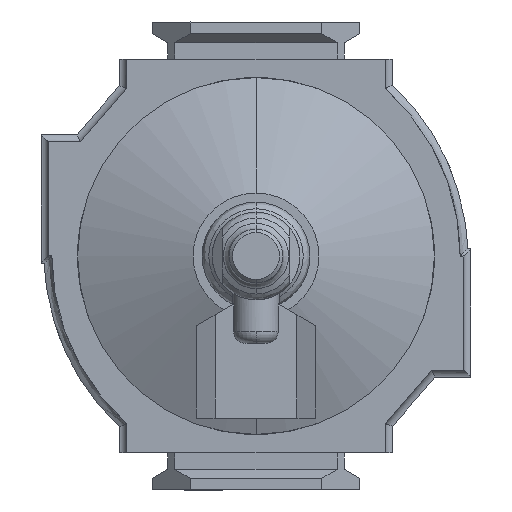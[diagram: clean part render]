
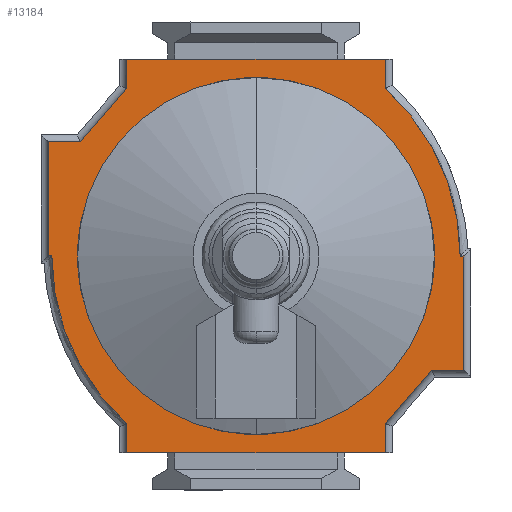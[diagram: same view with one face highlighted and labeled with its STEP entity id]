
A CAD part, front view. The second image highlights one B-rep face of the part: STEP entity #13184.
In plain terms, the highlighted face is planar.
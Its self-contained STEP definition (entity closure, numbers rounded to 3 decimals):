
#199 = CARTESIAN_POINT ( 'NONE',  ( 33.65, 0., -22.1 ) ) ;
#420 = LINE ( 'NONE', #5072, #4214 ) ;
#482 = CARTESIAN_POINT ( 'NONE',  ( 0., 0., -35.5 ) ) ;
#496 = EDGE_CURVE ( 'NONE', #787, #1354, #1919, .T. ) ;
#521 = CARTESIAN_POINT ( 'NONE',  ( 33.65, 0., -22.1 ) ) ;
#612 = LINE ( 'NONE', #9911, #14387 ) ;
#770 = CARTESIAN_POINT ( 'NONE',  ( 0., 0., 35.5 ) ) ;
#787 = VERTEX_POINT ( 'NONE', #7708 ) ;
#960 = ORIENTED_EDGE ( 'NONE', *, *, #8943, .F. ) ;
#985 = CIRCLE ( 'NONE', #9993, 38.4 ) ;
#1002 = EDGE_CURVE ( 'NONE', #15079, #10040, #13232, .T. ) ;
#1071 = VERTEX_POINT ( 'NONE', #12455 ) ;
#1251 = CARTESIAN_POINT ( 'NONE',  ( -19.5, 0., 35.5 ) ) ;
#1313 = CARTESIAN_POINT ( 'NONE',  ( -33.65, 0., -22.1 ) ) ;
#1354 = VERTEX_POINT ( 'NONE', #14006 ) ;
#1608 = DIRECTION ( 'NONE',  ( 1., 0., 0. ) ) ;
#1855 = CARTESIAN_POINT ( 'NONE',  ( 19.5, 0., -30. ) ) ;
#1919 = LINE ( 'NONE', #11240, #10143 ) ;
#2163 = CARTESIAN_POINT ( 'NONE',  ( -34.996, 0., -36.92 ) ) ;
#2183 = ORIENTED_EDGE ( 'NONE', *, *, #3425, .F. ) ;
#2397 = VERTEX_POINT ( 'NONE', #10725 ) ;
#2530 = DIRECTION ( 'NONE',  ( 0., 0., -1. ) ) ;
#2575 = VECTOR ( 'NONE', #8692, 1000. ) ;
#2749 = ORIENTED_EDGE ( 'NONE', *, *, #14359, .F. ) ;
#2774 = DIRECTION ( 'NONE',  ( 0.757, 0., 0.654 ) ) ;
#2849 = ORIENTED_EDGE ( 'NONE', *, *, #12120, .F. ) ;
#3018 = EDGE_CURVE ( 'NONE', #14069, #1071, #3965, .T. ) ;
#3192 = ORIENTED_EDGE ( 'NONE', *, *, #10668, .F. ) ;
#3276 = ORIENTED_EDGE ( 'NONE', *, *, #4575, .F. ) ;
#3289 = VECTOR ( 'NONE', #9617, 1000. ) ;
#3299 = EDGE_CURVE ( 'NONE', #14271, #2397, #985, .T. ) ;
#3425 = EDGE_CURVE ( 'NONE', #5527, #14271, #11942, .T. ) ;
#3693 = CARTESIAN_POINT ( 'NONE',  ( 0., 0., -3.5 ) ) ;
#3789 = CARTESIAN_POINT ( 'NONE',  ( -33.65, 0., -22.1 ) ) ;
#3879 = ORIENTED_EDGE ( 'NONE', *, *, #1002, .F. ) ;
#3965 = LINE ( 'NONE', #521, #5936 ) ;
#4056 = LINE ( 'NONE', #5266, #2575 ) ;
#4121 = ORIENTED_EDGE ( 'NONE', *, *, #11515, .F. ) ;
#4214 = VECTOR ( 'NONE', #10496, 1000. ) ;
#4532 = VERTEX_POINT ( 'NONE', #8914 ) ;
#4575 = EDGE_CURVE ( 'NONE', #4532, #5527, #4056, .T. ) ;
#4622 = DIRECTION ( 'NONE',  ( 0., 1., 0. ) ) ;
#4705 = CARTESIAN_POINT ( 'NONE',  ( 19.5, 0., -30. ) ) ;
#4831 = DIRECTION ( 'NONE',  ( 0., -1., 0. ) ) ;
#4917 = LINE ( 'NONE', #482, #10208 ) ;
#5034 = DIRECTION ( 'NONE',  ( 0., 0., 1. ) ) ;
#5072 = CARTESIAN_POINT ( 'NONE',  ( 28.65, 0., -22.1 ) ) ;
#5107 = CARTESIAN_POINT ( 'NONE',  ( -19.5, 0., 35.5 ) ) ;
#5127 = LINE ( 'NONE', #9922, #11875 ) ;
#5266 = CARTESIAN_POINT ( 'NONE',  ( -33.65, 0., 22.1 ) ) ;
#5467 = VERTEX_POINT ( 'NONE', #10642 ) ;
#5522 = PLANE ( 'NONE',  #5940 ) ;
#5527 = VERTEX_POINT ( 'NONE', #3789 ) ;
#5884 = DIRECTION ( 'NONE',  ( 1., 0., 0. ) ) ;
#5902 = DIRECTION ( 'NONE',  ( 0., 0., -1. ) ) ;
#5936 = VECTOR ( 'NONE', #5034, 1000. ) ;
#5940 = AXIS2_PLACEMENT_3D ( 'NONE', #2163, #4622, #13588 ) ;
#6207 = CARTESIAN_POINT ( 'NONE',  ( 0., 0., 3.5 ) ) ;
#6314 = EDGE_CURVE ( 'NONE', #2397, #8945, #13472, .T. ) ;
#6515 = LINE ( 'NONE', #1855, #11493 ) ;
#6568 = EDGE_CURVE ( 'NONE', #9153, #5467, #6515, .T. ) ;
#6789 = LINE ( 'NONE', #770, #12925 ) ;
#6802 = ORIENTED_EDGE ( 'NONE', *, *, #496, .F. ) ;
#6805 = CARTESIAN_POINT ( 'NONE',  ( -28.622, 0., -22.1 ) ) ;
#7074 = VECTOR ( 'NONE', #5884, 1000. ) ;
#7476 = LINE ( 'NONE', #9766, #3289 ) ;
#7546 = DIRECTION ( 'NONE',  ( 0., 0., 1. ) ) ;
#7708 = CARTESIAN_POINT ( 'NONE',  ( 0., 0., 34.9 ) ) ;
#8055 = VERTEX_POINT ( 'NONE', #8487 ) ;
#8203 = CARTESIAN_POINT ( 'NONE',  ( -19.5, 0., 30. ) ) ;
#8348 = AXIS2_PLACEMENT_3D ( 'NONE', #3693, #4831, #2530 ) ;
#8470 = DIRECTION ( 'NONE',  ( 0., 0., -1. ) ) ;
#8487 = CARTESIAN_POINT ( 'NONE',  ( -28.65, 0., 22.1 ) ) ;
#8541 = ORIENTED_EDGE ( 'NONE', *, *, #6314, .F. ) ;
#8692 = DIRECTION ( 'NONE',  ( 0., 0., -1. ) ) ;
#8837 = CARTESIAN_POINT ( 'NONE',  ( 0., 0., -34.9 ) ) ;
#8914 = CARTESIAN_POINT ( 'NONE',  ( -33.65, 0., 22.1 ) ) ;
#8943 = EDGE_CURVE ( 'NONE', #8945, #10585, #4917, .T. ) ;
#8945 = VERTEX_POINT ( 'NONE', #10783 ) ;
#9028 = FACE_OUTER_BOUND ( 'NONE', #14678, .T. ) ;
#9153 = VERTEX_POINT ( 'NONE', #4705 ) ;
#9185 = DIRECTION ( 'NONE',  ( -0.757, 0., -0.654 ) ) ;
#9617 = DIRECTION ( 'NONE',  ( -1., 0., 0. ) ) ;
#9623 = ORIENTED_EDGE ( 'NONE', *, *, #11095, .F. ) ;
#9756 = ORIENTED_EDGE ( 'NONE', *, *, #3018, .F. ) ;
#9766 = CARTESIAN_POINT ( 'NONE',  ( 33.65, 0., 22.1 ) ) ;
#9768 = DIRECTION ( 'NONE',  ( -1., 0., 0. ) ) ;
#9911 = CARTESIAN_POINT ( 'NONE',  ( 19.5, 0., -35.5 ) ) ;
#9922 = CARTESIAN_POINT ( 'NONE',  ( -28.65, 0., 22.1 ) ) ;
#9993 = AXIS2_PLACEMENT_3D ( 'NONE', #6207, #13269, #5902 ) ;
#10040 = VERTEX_POINT ( 'NONE', #11951 ) ;
#10143 = VECTOR ( 'NONE', #14881, 1000. ) ;
#10208 = VECTOR ( 'NONE', #1608, 1000. ) ;
#10436 = EDGE_CURVE ( 'NONE', #10585, #9153, #612, .T. ) ;
#10496 = DIRECTION ( 'NONE',  ( 1., 0., 0. ) ) ;
#10585 = VERTEX_POINT ( 'NONE', #13363 ) ;
#10642 = CARTESIAN_POINT ( 'NONE',  ( 28.65, 0., -22.1 ) ) ;
#10668 = EDGE_CURVE ( 'NONE', #10040, #8055, #14052, .T. ) ;
#10725 = CARTESIAN_POINT ( 'NONE',  ( 0., 0., -34.9 ) ) ;
#10783 = CARTESIAN_POINT ( 'NONE',  ( 0., 0., -35.5 ) ) ;
#11095 = EDGE_CURVE ( 'NONE', #1354, #15079, #6789, .T. ) ;
#11240 = CARTESIAN_POINT ( 'NONE',  ( 0., 0., 34.9 ) ) ;
#11493 = VECTOR ( 'NONE', #2774, 1000. ) ;
#11515 = EDGE_CURVE ( 'NONE', #8055, #4532, #5127, .T. ) ;
#11875 = VECTOR ( 'NONE', #9768, 1000. ) ;
#11942 = LINE ( 'NONE', #1313, #7074 ) ;
#11951 = CARTESIAN_POINT ( 'NONE',  ( -19.5, 0., 30. ) ) ;
#12120 = EDGE_CURVE ( 'NONE', #5467, #14069, #420, .T. ) ;
#12240 = DIRECTION ( 'NONE',  ( 0., 0., -1. ) ) ;
#12455 = CARTESIAN_POINT ( 'NONE',  ( 33.65, 0., 22.1 ) ) ;
#12776 = CIRCLE ( 'NONE', #8348, 38.4 ) ;
#12842 = ORIENTED_EDGE ( 'NONE', *, *, #13559, .F. ) ;
#12925 = VECTOR ( 'NONE', #14791, 1000. ) ;
#13184 = ADVANCED_FACE ( 'NONE', ( #9028 ), #5522, .T. ) ;
#13232 = LINE ( 'NONE', #5107, #14066 ) ;
#13269 = DIRECTION ( 'NONE',  ( 0., -1., 0. ) ) ;
#13363 = CARTESIAN_POINT ( 'NONE',  ( 19.5, 0., -35.5 ) ) ;
#13472 = LINE ( 'NONE', #8837, #15063 ) ;
#13559 = EDGE_CURVE ( 'NONE', #1071, #14554, #7476, .T. ) ;
#13588 = DIRECTION ( 'NONE',  ( 0., 0., 1. ) ) ;
#13636 = VECTOR ( 'NONE', #9185, 1000. ) ;
#13865 = CARTESIAN_POINT ( 'NONE',  ( 28.622, 0., 22.1 ) ) ;
#13887 = ORIENTED_EDGE ( 'NONE', *, *, #10436, .F. ) ;
#14006 = CARTESIAN_POINT ( 'NONE',  ( 0., 0., 35.5 ) ) ;
#14034 = ORIENTED_EDGE ( 'NONE', *, *, #3299, .F. ) ;
#14052 = LINE ( 'NONE', #8203, #13636 ) ;
#14066 = VECTOR ( 'NONE', #8470, 1000. ) ;
#14069 = VERTEX_POINT ( 'NONE', #199 ) ;
#14271 = VERTEX_POINT ( 'NONE', #6805 ) ;
#14359 = EDGE_CURVE ( 'NONE', #14554, #787, #12776, .T. ) ;
#14387 = VECTOR ( 'NONE', #7546, 1000. ) ;
#14554 = VERTEX_POINT ( 'NONE', #13865 ) ;
#14678 = EDGE_LOOP ( 'NONE', ( #3192, #3879, #9623, #6802, #2749, #12842, #9756, #2849, #14945, #13887, #960, #8541, #14034, #2183, #3276, #4121 ) ) ;
#14791 = DIRECTION ( 'NONE',  ( -1., 0., 0. ) ) ;
#14881 = DIRECTION ( 'NONE',  ( 0., 0., 1. ) ) ;
#14945 = ORIENTED_EDGE ( 'NONE', *, *, #6568, .F. ) ;
#15063 = VECTOR ( 'NONE', #12240, 1000. ) ;
#15079 = VERTEX_POINT ( 'NONE', #1251 ) ;
